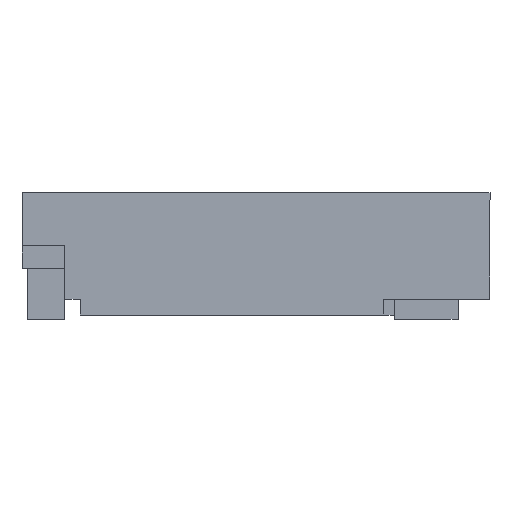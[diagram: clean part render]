
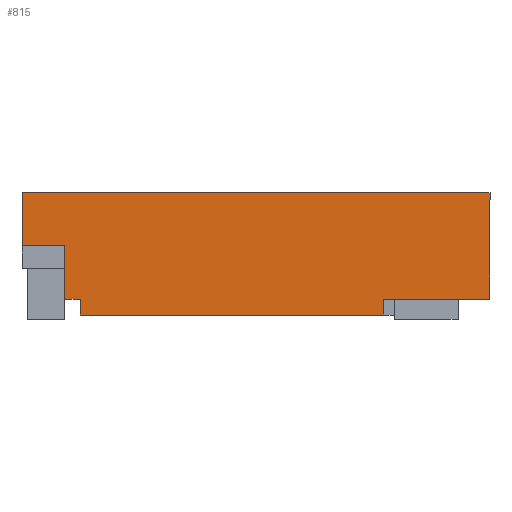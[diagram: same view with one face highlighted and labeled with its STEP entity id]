
A CAD part, front view. The second image highlights one B-rep face of the part: STEP entity #815.
In plain terms, the highlighted planar face has unit normal (0, -1, 0).
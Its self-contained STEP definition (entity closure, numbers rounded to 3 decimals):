
#312 = LINE ( 'NONE', #356, #355 ) ;
#354 = DIRECTION ( 'NONE',  ( -1., 0., 0. ) ) ;
#355 = VECTOR ( 'NONE', #354, 1000. ) ;
#356 = CARTESIAN_POINT ( 'NONE',  ( 0.3, 0., 0.55 ) ) ;
#449 = VERTEX_POINT ( 'NONE', #1447 ) ;
#451 = VERTEX_POINT ( 'NONE', #1504 ) ;
#453 = EDGE_CURVE ( 'NONE', #449, #451, #1503, .T. ) ;
#604 = VERTEX_POINT ( 'NONE', #1759 ) ;
#606 = EDGE_CURVE ( 'NONE', #604, #607, #1758, .T. ) ;
#607 = VERTEX_POINT ( 'NONE', #1754 ) ;
#693 = VERTEX_POINT ( 'NONE', #1921 ) ;
#695 = EDGE_CURVE ( 'NONE', #693, #696, #1920, .T. ) ;
#696 = VERTEX_POINT ( 'NONE', #1916 ) ;
#800 = EDGE_LOOP ( 'NONE', ( #822, #1472, #1474, #1473, #1475, #1476, #1406, #811, #805, #802 ) ) ;
#802 = ORIENTED_EDGE ( 'NONE', *, *, #859, .F. ) ;
#804 = EDGE_CURVE ( 'NONE', #893, #809, #2071, .T. ) ;
#805 = ORIENTED_EDGE ( 'NONE', *, *, #804, .F. ) ;
#808 = EDGE_CURVE ( 'NONE', #809, #693, #2063, .T. ) ;
#809 = VERTEX_POINT ( 'NONE', #2125 ) ;
#811 = ORIENTED_EDGE ( 'NONE', *, *, #808, .F. ) ;
#815 = ADVANCED_FACE ( 'NONE', ( #2116 ), #2115, .T. ) ;
#819 = EDGE_CURVE ( 'NONE', #607, #891, #2110, .T. ) ;
#822 = ORIENTED_EDGE ( 'NONE', *, *, #819, .F. ) ;
#847 = VERTEX_POINT ( 'NONE', #2143 ) ;
#848 = EDGE_CURVE ( 'NONE', #847, #604, #2142, .T. ) ;
#859 = EDGE_CURVE ( 'NONE', #891, #893, #2182, .T. ) ;
#861 = EDGE_CURVE ( 'NONE', #451, #847, #2178, .T. ) ;
#891 = VERTEX_POINT ( 'NONE', #2206 ) ;
#893 = VERTEX_POINT ( 'NONE', #2205 ) ;
#1406 = ORIENTED_EDGE ( 'NONE', *, *, #695, .F. ) ;
#1447 = CARTESIAN_POINT ( 'NONE',  ( -0.1, 0., 0.55 ) ) ;
#1472 = ORIENTED_EDGE ( 'NONE', *, *, #606, .F. ) ;
#1473 = ORIENTED_EDGE ( 'NONE', *, *, #861, .F. ) ;
#1474 = ORIENTED_EDGE ( 'NONE', *, *, #848, .F. ) ;
#1475 = ORIENTED_EDGE ( 'NONE', *, *, #453, .F. ) ;
#1476 = ORIENTED_EDGE ( 'NONE', *, *, #1477, .F. ) ;
#1477 = EDGE_CURVE ( 'NONE', #696, #449, #312, .T. ) ;
#1500 = DIRECTION ( 'NONE',  ( 0., 0., 1. ) ) ;
#1501 = VECTOR ( 'NONE', #1500, 1000. ) ;
#1502 = CARTESIAN_POINT ( 'NONE',  ( -0.1, 0., -0.1 ) ) ;
#1503 = LINE ( 'NONE', #1502, #1501 ) ;
#1504 = CARTESIAN_POINT ( 'NONE',  ( -0.1, 0., 1.05 ) ) ;
#1754 = CARTESIAN_POINT ( 'NONE',  ( 3.3, 0., 0.05 ) ) ;
#1755 = DIRECTION ( 'NONE',  ( -1., 0., 0. ) ) ;
#1756 = VECTOR ( 'NONE', #1755, 1000. ) ;
#1757 = CARTESIAN_POINT ( 'NONE',  ( 4.3, 0., 0.05 ) ) ;
#1758 = LINE ( 'NONE', #1757, #1756 ) ;
#1759 = CARTESIAN_POINT ( 'NONE',  ( 4.3, 0., 0.05 ) ) ;
#1916 = CARTESIAN_POINT ( 'NONE',  ( 0.3, 0., 0.55 ) ) ;
#1917 = DIRECTION ( 'NONE',  ( 0., 0., 1. ) ) ;
#1918 = VECTOR ( 'NONE', #1917, 1000. ) ;
#1919 = CARTESIAN_POINT ( 'NONE',  ( 0.3, 0., 0.55 ) ) ;
#1920 = LINE ( 'NONE', #1919, #1918 ) ;
#1921 = CARTESIAN_POINT ( 'NONE',  ( 0.3, 0., 0.05 ) ) ;
#2062 = CARTESIAN_POINT ( 'NONE',  ( 0.3, 0., 0.05 ) ) ;
#2063 = LINE ( 'NONE', #2062, #2127 ) ;
#2068 = DIRECTION ( 'NONE',  ( 0., 0., 1. ) ) ;
#2069 = VECTOR ( 'NONE', #2068, 1000. ) ;
#2070 = CARTESIAN_POINT ( 'NONE',  ( 0.45, 0., -0.1 ) ) ;
#2071 = LINE ( 'NONE', #2070, #2069 ) ;
#2107 = DIRECTION ( 'NONE',  ( 0., 0., -1. ) ) ;
#2108 = VECTOR ( 'NONE', #2107, 1000. ) ;
#2109 = CARTESIAN_POINT ( 'NONE',  ( 3.3, 0., -0.1 ) ) ;
#2110 = LINE ( 'NONE', #2109, #2108 ) ;
#2111 = DIRECTION ( 'NONE',  ( 1., 0., 0. ) ) ;
#2112 = DIRECTION ( 'NONE',  ( 0., -1., 0. ) ) ;
#2113 = CARTESIAN_POINT ( 'NONE',  ( 4.3, 0., -0.1 ) ) ;
#2114 = AXIS2_PLACEMENT_3D ( 'NONE', #2113, #2112, #2111 ) ;
#2115 = PLANE ( 'NONE',  #2114 ) ;
#2116 = FACE_OUTER_BOUND ( 'NONE', #800, .T. ) ;
#2125 = CARTESIAN_POINT ( 'NONE',  ( 0.45, 0., 0.05 ) ) ;
#2126 = DIRECTION ( 'NONE',  ( -1., 0., 0. ) ) ;
#2127 = VECTOR ( 'NONE', #2126, 1000. ) ;
#2139 = DIRECTION ( 'NONE',  ( 0., 0., -1. ) ) ;
#2140 = VECTOR ( 'NONE', #2139, 1000. ) ;
#2141 = CARTESIAN_POINT ( 'NONE',  ( 4.3, 0., -0.1 ) ) ;
#2142 = LINE ( 'NONE', #2141, #2140 ) ;
#2143 = CARTESIAN_POINT ( 'NONE',  ( 4.3, 0., 1.05 ) ) ;
#2175 = DIRECTION ( 'NONE',  ( 1., 0., 0. ) ) ;
#2176 = VECTOR ( 'NONE', #2175, 1000. ) ;
#2177 = CARTESIAN_POINT ( 'NONE',  ( 4.3, 0., 1.05 ) ) ;
#2178 = LINE ( 'NONE', #2177, #2176 ) ;
#2179 = DIRECTION ( 'NONE',  ( -1., 0., 0. ) ) ;
#2180 = VECTOR ( 'NONE', #2179, 1000. ) ;
#2181 = CARTESIAN_POINT ( 'NONE',  ( 4.3, 0., -0.1 ) ) ;
#2182 = LINE ( 'NONE', #2181, #2180 ) ;
#2205 = CARTESIAN_POINT ( 'NONE',  ( 0.45, 0., -0.1 ) ) ;
#2206 = CARTESIAN_POINT ( 'NONE',  ( 3.3, 0., -0.1 ) ) ;
